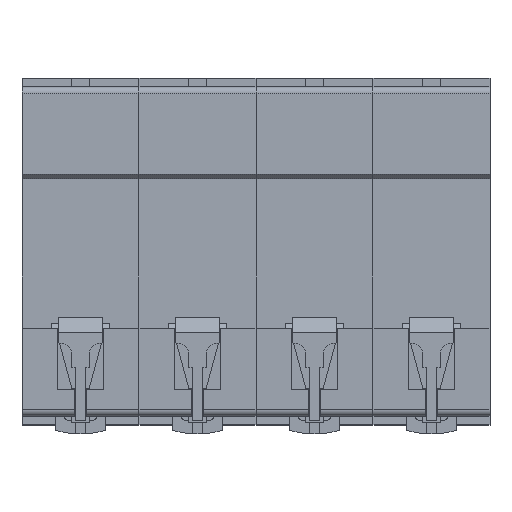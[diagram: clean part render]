
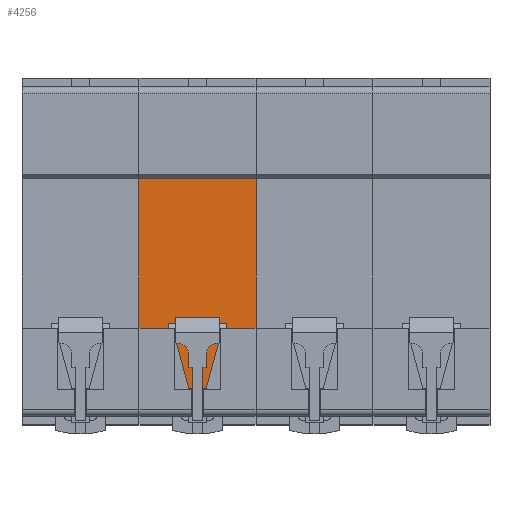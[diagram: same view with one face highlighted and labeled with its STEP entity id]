
A CAD part, top view. The second image highlights one B-rep face of the part: STEP entity #4256.
In plain terms, the highlighted planar face has unit normal (0, 0, 1).
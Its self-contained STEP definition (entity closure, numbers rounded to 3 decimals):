
#357 = DIRECTION ( 'NONE',  ( -1., 0., 0. ) ) ;
#438 = LINE ( 'NONE', #5374, #9022 ) ;
#669 = ORIENTED_EDGE ( 'NONE', *, *, #755, .F. ) ;
#755 = EDGE_CURVE ( 'NONE', #5507, #4705, #9051, .T. ) ;
#1033 = DIRECTION ( 'NONE',  ( 0., 0., 1. ) ) ;
#1442 = CARTESIAN_POINT ( 'NONE',  ( 6.899, -52.221, 27.5 ) ) ;
#1479 = VERTEX_POINT ( 'NONE', #3504 ) ;
#1488 = VECTOR ( 'NONE', #8801, 1000. ) ;
#1699 = EDGE_CURVE ( 'NONE', #8417, #8392, #2139, .T. ) ;
#1870 = LINE ( 'NONE', #1442, #5771 ) ;
#1886 = VECTOR ( 'NONE', #8130, 1000. ) ;
#2036 = CARTESIAN_POINT ( 'NONE',  ( 13.5, -17.75, 27.5 ) ) ;
#2058 = CARTESIAN_POINT ( 'NONE',  ( 6.899, -38., 27.5 ) ) ;
#2139 = LINE ( 'NONE', #3137, #1886 ) ;
#2485 = ORIENTED_EDGE ( 'NONE', *, *, #3776, .F. ) ;
#2630 = ORIENTED_EDGE ( 'NONE', *, *, #5184, .F. ) ;
#2729 = ORIENTED_EDGE ( 'NONE', *, *, #9210, .T. ) ;
#3137 = CARTESIAN_POINT ( 'NONE',  ( -13.5, -17.75, 27.5 ) ) ;
#3270 = ORIENTED_EDGE ( 'NONE', *, *, #1699, .T. ) ;
#3332 = VECTOR ( 'NONE', #3946, 1000. ) ;
#3504 = CARTESIAN_POINT ( 'NONE',  ( -13.5, -17.75, 27.5 ) ) ;
#3516 = CARTESIAN_POINT ( 'NONE',  ( -6.899, -17.75, 27.5 ) ) ;
#3679 = EDGE_LOOP ( 'NONE', ( #2729, #3270, #2485, #8399, #3975, #10589, #669, #2630 ) ) ;
#3776 = EDGE_CURVE ( 'NONE', #7120, #8392, #438, .T. ) ;
#3946 = DIRECTION ( 'NONE',  ( 1., 0., 0. ) ) ;
#3975 = ORIENTED_EDGE ( 'NONE', *, *, #5957, .T. ) ;
#4256 = ADVANCED_FACE ( 'NONE', ( #7356 ), #5970, .T. ) ;
#4705 = VERTEX_POINT ( 'NONE', #3516 ) ;
#4927 = VECTOR ( 'NONE', #5984, 1000. ) ;
#5044 = LINE ( 'NONE', #8920, #3332 ) ;
#5177 = LINE ( 'NONE', #7908, #6075 ) ;
#5184 = EDGE_CURVE ( 'NONE', #10760, #5507, #7827, .T. ) ;
#5374 = CARTESIAN_POINT ( 'NONE',  ( 13.5, -17.75, 27.5 ) ) ;
#5507 = VERTEX_POINT ( 'NONE', #7510 ) ;
#5771 = VECTOR ( 'NONE', #8077, 1000. ) ;
#5957 = EDGE_CURVE ( 'NONE', #8200, #1479, #5177, .T. ) ;
#5970 = PLANE ( 'NONE',  #9383 ) ;
#5984 = DIRECTION ( 'NONE',  ( 0., 1., 0. ) ) ;
#6075 = VECTOR ( 'NONE', #10396, 1000. ) ;
#6090 = EDGE_CURVE ( 'NONE', #1479, #4705, #5044, .T. ) ;
#6321 = CARTESIAN_POINT ( 'NONE',  ( -13.5, 17.75, 27.5 ) ) ;
#6842 = CARTESIAN_POINT ( 'NONE',  ( -6.899, -52.221, 27.5 ) ) ;
#6860 = DIRECTION ( 'NONE',  ( 1., 0., 0. ) ) ;
#7120 = VERTEX_POINT ( 'NONE', #7467 ) ;
#7356 = FACE_OUTER_BOUND ( 'NONE', #3679, .T. ) ;
#7467 = CARTESIAN_POINT ( 'NONE',  ( 13.5, 17.75, 27.5 ) ) ;
#7510 = CARTESIAN_POINT ( 'NONE',  ( -6.899, -38., 27.5 ) ) ;
#7533 = EDGE_CURVE ( 'NONE', #8200, #7120, #10309, .T. ) ;
#7652 = CARTESIAN_POINT ( 'NONE',  ( -13.5, -17.75, 27.5 ) ) ;
#7827 = LINE ( 'NONE', #10322, #9509 ) ;
#7850 = CARTESIAN_POINT ( 'NONE',  ( 6.899, -17.75, 27.5 ) ) ;
#7908 = CARTESIAN_POINT ( 'NONE',  ( -13.5, -17.75, 27.5 ) ) ;
#8077 = DIRECTION ( 'NONE',  ( 0., 1., 0. ) ) ;
#8130 = DIRECTION ( 'NONE',  ( 1., 0., 0. ) ) ;
#8200 = VERTEX_POINT ( 'NONE', #9215 ) ;
#8392 = VERTEX_POINT ( 'NONE', #2036 ) ;
#8399 = ORIENTED_EDGE ( 'NONE', *, *, #7533, .F. ) ;
#8417 = VERTEX_POINT ( 'NONE', #7850 ) ;
#8676 = DIRECTION ( 'NONE',  ( 0., -1., 0. ) ) ;
#8801 = DIRECTION ( 'NONE',  ( 1., 0., 0. ) ) ;
#8920 = CARTESIAN_POINT ( 'NONE',  ( -13.5, -17.75, 27.5 ) ) ;
#9022 = VECTOR ( 'NONE', #8676, 1000. ) ;
#9051 = LINE ( 'NONE', #6842, #4927 ) ;
#9210 = EDGE_CURVE ( 'NONE', #10760, #8417, #1870, .T. ) ;
#9215 = CARTESIAN_POINT ( 'NONE',  ( -13.5, 17.75, 27.5 ) ) ;
#9383 = AXIS2_PLACEMENT_3D ( 'NONE', #7652, #1033, #6860 ) ;
#9509 = VECTOR ( 'NONE', #357, 1000. ) ;
#10309 = LINE ( 'NONE', #6321, #1488 ) ;
#10322 = CARTESIAN_POINT ( 'NONE',  ( -13.5, -38., 27.5 ) ) ;
#10396 = DIRECTION ( 'NONE',  ( 0., -1., 0. ) ) ;
#10589 = ORIENTED_EDGE ( 'NONE', *, *, #6090, .T. ) ;
#10760 = VERTEX_POINT ( 'NONE', #2058 ) ;
